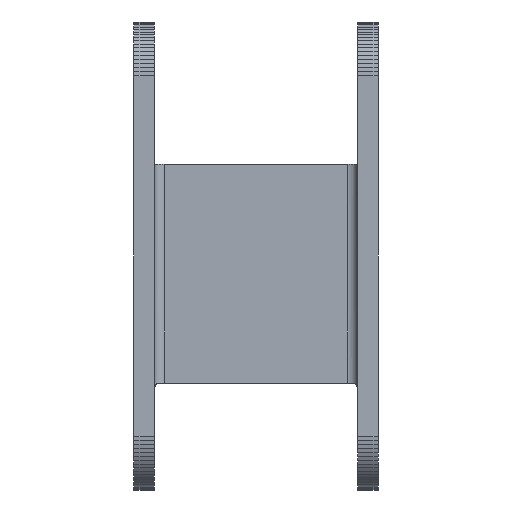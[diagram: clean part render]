
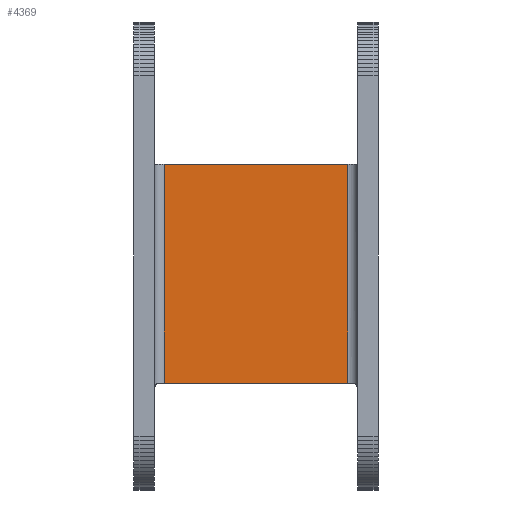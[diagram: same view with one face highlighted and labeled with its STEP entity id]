
A CAD part, front view. The second image highlights one B-rep face of the part: STEP entity #4369.
In plain terms, the highlighted planar face has unit normal (0, -1, 0).
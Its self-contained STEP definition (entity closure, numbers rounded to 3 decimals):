
#45 = CYLINDRICAL_SURFACE('',#46,2.);
#46 = AXIS2_PLACEMENT_3D('',#47,#48,#49);
#47 = CARTESIAN_POINT('',(-17.,14.,10.));
#48 = DIRECTION('',(0.,0.,1.));
#49 = DIRECTION('',(0.,1.,0.));
#176 = VERTEX_POINT('',#177);
#177 = CARTESIAN_POINT('',(-17.,16.,10.));
#194 = PLANE('',#195);
#195 = AXIS2_PLACEMENT_3D('',#196,#197,#198);
#196 = CARTESIAN_POINT('',(-23.,12.,10.));
#197 = DIRECTION('',(0.,0.,1.));
#198 = DIRECTION('',(1.,0.,0.));
#285 = VERTEX_POINT('',#286);
#286 = CARTESIAN_POINT('',(-17.,16.,53.));
#301 = PLANE('',#302);
#302 = AXIS2_PLACEMENT_3D('',#303,#304,#305);
#303 = CARTESIAN_POINT('',(-19.,-40.,53.));
#304 = DIRECTION('',(0.,0.,1.));
#305 = DIRECTION('',(1.,0.,0.));
#313 = EDGE_CURVE('',#176,#285,#314,.T.);
#314 = SURFACE_CURVE('',#315,(#319,#326),.PCURVE_S1.);
#315 = LINE('',#316,#317);
#316 = CARTESIAN_POINT('',(-17.,16.,10.));
#317 = VECTOR('',#318,1.);
#318 = DIRECTION('',(0.,0.,1.));
#319 = PCURVE('',#45,#320);
#320 = DEFINITIONAL_REPRESENTATION('',(#321),#325);
#321 = LINE('',#322,#323);
#322 = CARTESIAN_POINT('',(0.,0.));
#323 = VECTOR('',#324,1.);
#324 = DIRECTION('',(0.,1.));
#325 = ( GEOMETRIC_REPRESENTATION_CONTEXT(2) 
PARAMETRIC_REPRESENTATION_CONTEXT() REPRESENTATION_CONTEXT('2D SPACE',''
  ) );
#326 = PCURVE('',#327,#332);
#327 = PLANE('',#328);
#328 = AXIS2_PLACEMENT_3D('',#329,#330,#331);
#329 = CARTESIAN_POINT('',(-19.,16.,-22.));
#330 = DIRECTION('',(0.,1.,0.));
#331 = DIRECTION('',(0.,0.,1.));
#332 = DEFINITIONAL_REPRESENTATION('',(#333),#337);
#333 = LINE('',#334,#335);
#334 = CARTESIAN_POINT('',(32.,2.));
#335 = VECTOR('',#336,1.);
#336 = DIRECTION('',(1.,0.));
#337 = ( GEOMETRIC_REPRESENTATION_CONTEXT(2) 
PARAMETRIC_REPRESENTATION_CONTEXT() REPRESENTATION_CONTEXT('2D SPACE',''
  ) );
#4237 = VERTEX_POINT('',#4238);
#4238 = CARTESIAN_POINT('',(19.,16.,10.));
#4259 = CYLINDRICAL_SURFACE('',#4260,2.);
#4260 = AXIS2_PLACEMENT_3D('',#4261,#4262,#4263);
#4261 = CARTESIAN_POINT('',(19.,14.,10.));
#4262 = DIRECTION('',(0.,0.,1.));
#4263 = DIRECTION('',(0.,1.,0.));
#4351 = EDGE_CURVE('',#4237,#176,#4352,.T.);
#4352 = SURFACE_CURVE('',#4353,(#4357,#4363),.PCURVE_S1.);
#4353 = LINE('',#4354,#4355);
#4354 = CARTESIAN_POINT('',(-21.,16.,10.));
#4355 = VECTOR('',#4356,1.);
#4356 = DIRECTION('',(-1.,0.,0.));
#4357 = PCURVE('',#194,#4358);
#4358 = DEFINITIONAL_REPRESENTATION('',(#4359),#4362);
#4359 = B_SPLINE_CURVE_WITH_KNOTS('',1,(#4360,#4361),.UNSPECIFIED.,.F.,
  .F.,(2,2),(-42.,-2.),.PIECEWISE_BEZIER_KNOTS.);
#4360 = CARTESIAN_POINT('',(44.,4.));
#4361 = CARTESIAN_POINT('',(4.,4.));
#4362 = ( GEOMETRIC_REPRESENTATION_CONTEXT(2) 
PARAMETRIC_REPRESENTATION_CONTEXT() REPRESENTATION_CONTEXT('2D SPACE',''
  ) );
#4363 = PCURVE('',#327,#4364);
#4364 = DEFINITIONAL_REPRESENTATION('',(#4365),#4368);
#4365 = B_SPLINE_CURVE_WITH_KNOTS('',1,(#4366,#4367),.UNSPECIFIED.,.F.,
  .F.,(2,2),(-42.,-2.),.PIECEWISE_BEZIER_KNOTS.);
#4366 = CARTESIAN_POINT('',(32.,40.));
#4367 = CARTESIAN_POINT('',(32.,0.));
#4368 = ( GEOMETRIC_REPRESENTATION_CONTEXT(2) 
PARAMETRIC_REPRESENTATION_CONTEXT() REPRESENTATION_CONTEXT('2D SPACE',''
  ) );
#4369 = ADVANCED_FACE('',(#4370),#327,.F.);
#4370 = FACE_BOUND('',#4371,.F.);
#4371 = EDGE_LOOP('',(#4372,#4393,#4414,#4415));
#4372 = ORIENTED_EDGE('',*,*,#4373,.T.);
#4373 = EDGE_CURVE('',#285,#4374,#4376,.T.);
#4374 = VERTEX_POINT('',#4375);
#4375 = CARTESIAN_POINT('',(19.,16.,53.));
#4376 = SURFACE_CURVE('',#4377,(#4381,#4387),.PCURVE_S1.);
#4377 = LINE('',#4378,#4379);
#4378 = CARTESIAN_POINT('',(-19.,16.,53.));
#4379 = VECTOR('',#4380,1.);
#4380 = DIRECTION('',(1.,0.,0.));
#4381 = PCURVE('',#327,#4382);
#4382 = DEFINITIONAL_REPRESENTATION('',(#4383),#4386);
#4383 = B_SPLINE_CURVE_WITH_KNOTS('',1,(#4384,#4385),.UNSPECIFIED.,.F.,
  .F.,(2,2),(0.,40.),.PIECEWISE_BEZIER_KNOTS.);
#4384 = CARTESIAN_POINT('',(75.,0.));
#4385 = CARTESIAN_POINT('',(75.,40.));
#4386 = ( GEOMETRIC_REPRESENTATION_CONTEXT(2) 
PARAMETRIC_REPRESENTATION_CONTEXT() REPRESENTATION_CONTEXT('2D SPACE',''
  ) );
#4387 = PCURVE('',#301,#4388);
#4388 = DEFINITIONAL_REPRESENTATION('',(#4389),#4392);
#4389 = B_SPLINE_CURVE_WITH_KNOTS('',1,(#4390,#4391),.UNSPECIFIED.,.F.,
  .F.,(2,2),(0.,40.),.PIECEWISE_BEZIER_KNOTS.);
#4390 = CARTESIAN_POINT('',(0.,56.));
#4391 = CARTESIAN_POINT('',(40.,56.));
#4392 = ( GEOMETRIC_REPRESENTATION_CONTEXT(2) 
PARAMETRIC_REPRESENTATION_CONTEXT() REPRESENTATION_CONTEXT('2D SPACE',''
  ) );
#4393 = ORIENTED_EDGE('',*,*,#4394,.F.);
#4394 = EDGE_CURVE('',#4237,#4374,#4395,.T.);
#4395 = SURFACE_CURVE('',#4396,(#4400,#4407),.PCURVE_S1.);
#4396 = LINE('',#4397,#4398);
#4397 = CARTESIAN_POINT('',(19.,16.,10.));
#4398 = VECTOR('',#4399,1.);
#4399 = DIRECTION('',(0.,0.,1.));
#4400 = PCURVE('',#327,#4401);
#4401 = DEFINITIONAL_REPRESENTATION('',(#4402),#4406);
#4402 = LINE('',#4403,#4404);
#4403 = CARTESIAN_POINT('',(32.,38.));
#4404 = VECTOR('',#4405,1.);
#4405 = DIRECTION('',(1.,0.));
#4406 = ( GEOMETRIC_REPRESENTATION_CONTEXT(2) 
PARAMETRIC_REPRESENTATION_CONTEXT() REPRESENTATION_CONTEXT('2D SPACE',''
  ) );
#4407 = PCURVE('',#4259,#4408);
#4408 = DEFINITIONAL_REPRESENTATION('',(#4409),#4413);
#4409 = LINE('',#4410,#4411);
#4410 = CARTESIAN_POINT('',(-0.,0.));
#4411 = VECTOR('',#4412,1.);
#4412 = DIRECTION('',(-0.,1.));
#4413 = ( GEOMETRIC_REPRESENTATION_CONTEXT(2) 
PARAMETRIC_REPRESENTATION_CONTEXT() REPRESENTATION_CONTEXT('2D SPACE',''
  ) );
#4414 = ORIENTED_EDGE('',*,*,#4351,.T.);
#4415 = ORIENTED_EDGE('',*,*,#313,.T.);
